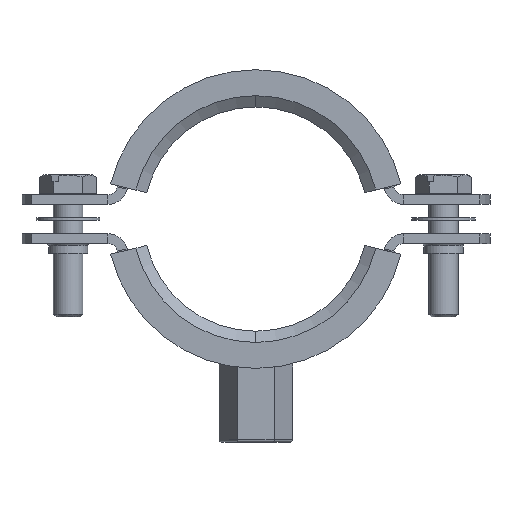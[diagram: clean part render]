
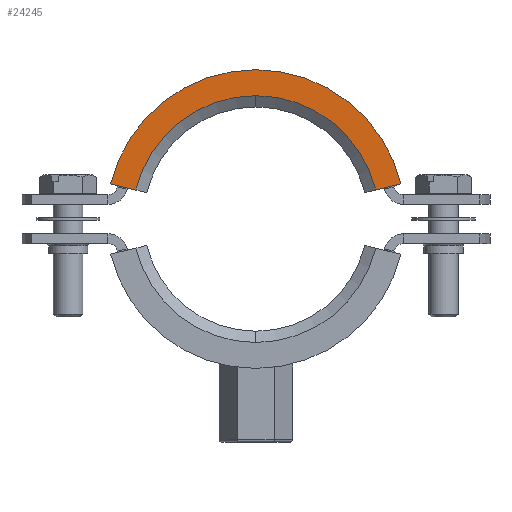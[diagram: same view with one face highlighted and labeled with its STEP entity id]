
A CAD part, front view. The second image highlights one B-rep face of the part: STEP entity #24245.
In plain terms, the highlighted planar face has unit normal (0, -1, 0).
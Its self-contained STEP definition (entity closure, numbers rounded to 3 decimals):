
#608 = VERTEX_POINT ( 'NONE', #2506 ) ;
#743 = ORIENTED_EDGE ( 'NONE', *, *, #1150, .F. ) ;
#1003 = CARTESIAN_POINT ( 'NONE',  ( -24.493, -11.5, 21.072 ) ) ;
#1150 = EDGE_CURVE ( 'NONE', #608, #11942, #17943, .T. ) ;
#1215 = AXIS2_PLACEMENT_3D ( 'NONE', #16255, #18207, #20038 ) ;
#1389 = AXIS2_PLACEMENT_3D ( 'NONE', #2547, #22618, #6829 ) ;
#1534 = EDGE_CURVE ( 'NONE', #11942, #12197, #12704, .T. ) ;
#1843 = CARTESIAN_POINT ( 'NONE',  ( 0., -11.5, 27. ) ) ;
#2506 = CARTESIAN_POINT ( 'NONE',  ( 24.493, -11.5, 21.072 ) ) ;
#2547 = CARTESIAN_POINT ( 'NONE',  ( 24.493, -11.5, 21.072 ) ) ;
#3518 = CARTESIAN_POINT ( 'NONE',  ( -24.493, -11.5, 21.072 ) ) ;
#5852 = EDGE_CURVE ( 'NONE', #14400, #12197, #11211, .T. ) ;
#6707 = PLANE ( 'NONE',  #1389 ) ;
#6829 = DIRECTION ( 'NONE',  ( 0., 0., 1. ) ) ;
#8197 = ORIENTED_EDGE ( 'NONE', *, *, #1534, .F. ) ;
#8378 = CARTESIAN_POINT ( 'NONE',  ( -29.644, -11.5, 19.825 ) ) ;
#8983 = DIRECTION ( 'NONE',  ( -0.972, 0., -0.235 ) ) ;
#9909 = DIRECTION ( 'NONE',  ( 0., 1., 0. ) ) ;
#10789 = CIRCLE ( 'NONE', #1215, 25.2 ) ;
#10873 = VECTOR ( 'NONE', #17539, 1000. ) ;
#11211 = LINE ( 'NONE', #3518, #13112 ) ;
#11760 = EDGE_CURVE ( 'NONE', #608, #14400, #10789, .T. ) ;
#11942 = VERTEX_POINT ( 'NONE', #18833 ) ;
#12197 = VERTEX_POINT ( 'NONE', #8378 ) ;
#12704 = CIRCLE ( 'NONE', #16059, 30.5 ) ;
#13112 = VECTOR ( 'NONE', #8983, 1000. ) ;
#14400 = VERTEX_POINT ( 'NONE', #1003 ) ;
#16059 = AXIS2_PLACEMENT_3D ( 'NONE', #1843, #9909, #19308 ) ;
#16255 = CARTESIAN_POINT ( 'NONE',  ( 0., -11.5, 27. ) ) ;
#17364 = ORIENTED_EDGE ( 'NONE', *, *, #5852, .T. ) ;
#17539 = DIRECTION ( 'NONE',  ( 0.972, 0., -0.235 ) ) ;
#17689 = EDGE_LOOP ( 'NONE', ( #8197, #743, #23835, #17364 ) ) ;
#17943 = LINE ( 'NONE', #19495, #10873 ) ;
#18207 = DIRECTION ( 'NONE',  ( 0., 1., 0. ) ) ;
#18833 = CARTESIAN_POINT ( 'NONE',  ( 29.644, -11.5, 19.825 ) ) ;
#19308 = DIRECTION ( 'NONE',  ( 0., 0., 1. ) ) ;
#19495 = CARTESIAN_POINT ( 'NONE',  ( 24.493, -11.5, 21.072 ) ) ;
#20038 = DIRECTION ( 'NONE',  ( 0., 0., 1. ) ) ;
#22618 = DIRECTION ( 'NONE',  ( 0., 1., 0. ) ) ;
#23835 = ORIENTED_EDGE ( 'NONE', *, *, #11760, .T. ) ;
#24245 = ADVANCED_FACE ( 'NONE', ( #24581 ), #6707, .F. ) ;
#24581 = FACE_OUTER_BOUND ( 'NONE', #17689, .T. ) ;
